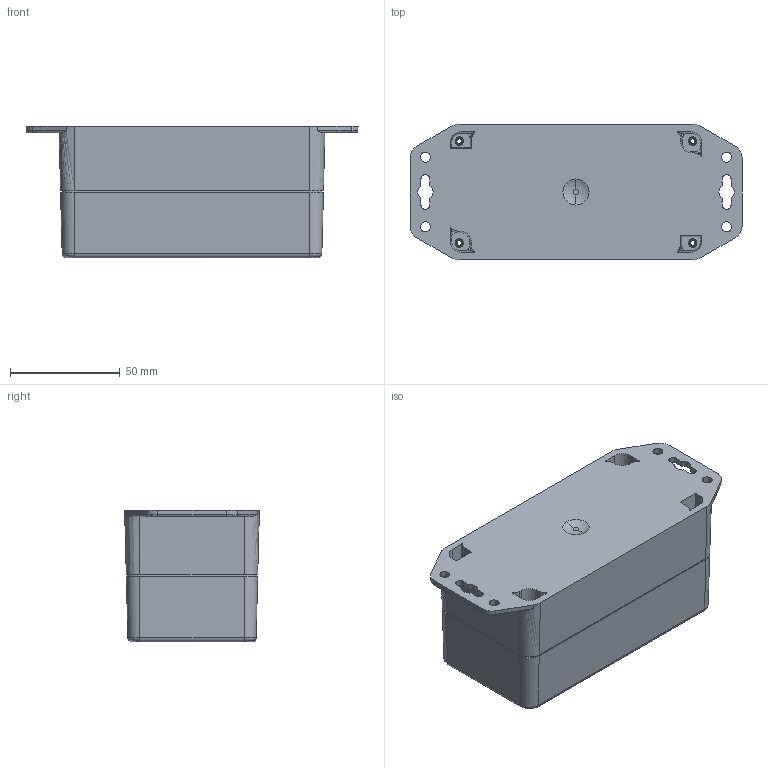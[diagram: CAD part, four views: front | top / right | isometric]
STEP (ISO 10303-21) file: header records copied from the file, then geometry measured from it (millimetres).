
FILE_DESCRIPTION (( 'STEP AP203' ), '1' );
FILE_NAME ('ZP120.60.60U.STEP', '2024-11-15T12:04:33', ( '' ), ( '' ), 'SwSTEP 2.0', 'SolidWorks 2015', '' );
FILE_SCHEMA (( 'CONFIG_CONTROL_DESIGN' ));
Length unit declared in the file: millimetre
Products named in the file (5): ZPB120.60.30U; ZPC120.60.30; Sleeve; Tulejka M3; ZP120.60.60U
Assembly tree (10 placements, depth 2):
  ZP120.60.60U
    ZPB120.60.30U
    ZPC120.60.30
    Sleeve  x4
    Tulejka M3  x4
Bounding box: 151.54 x 61.54 x 60 mm (x, y, z)
Volume: 134280.8 mm3; surface area: 86221.9 mm2
Topology: 10 solids, 10 shells, 2857 faces, 6105 edges, 3361 vertices
Faces by surface type: plane 1769, cone 594, bspline 270, cylinder 216, torus 8
Entity records: 50841 total; most frequent: CARTESIAN_POINT 23545, ORIENTED_EDGE 5976, DIRECTION 4706, EDGE_CURVE 2988, VERTEX_POINT 1789, AXIS2_PLACEMENT_3D 1711, EDGE_LOOP 1407, ADVANCED_FACE 1291
